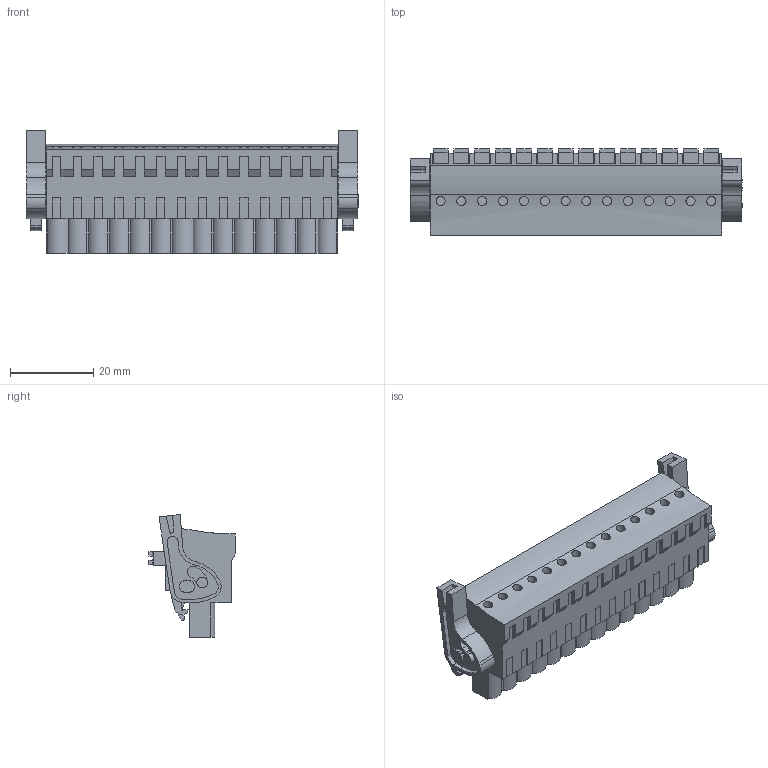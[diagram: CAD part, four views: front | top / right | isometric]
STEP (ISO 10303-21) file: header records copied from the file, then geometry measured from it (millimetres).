
FILE_DESCRIPTION(('CATIA V5 STEP Exchange','CAx-IF Rec.Pracs.--- Model Styling and Organization---1.2---2011-12-15'),'2;1');
FILE_NAME ('D1461131_0_1980990000_1980990000.stp','2017-09-23T15:51:45+00:00',('none'),('Weidmueller'),'CATIA Version 5-6 Release 2014','CATIA V5 STEP AP214','none');
FILE_SCHEMA(('AUTOMOTIVE_DESIGN { 1 0 10303 214 1 1 1 1 }'));
Length unit declared in the file: millimetre
Products named in the file (1): 1980990000
Bounding box: 79.7 x 20.79 x 29.52 mm (x, y, z)
Volume: 22266.9 mm3; surface area: 11202.8 mm2
Topology: 17 solids, 17 shells, 1035 faces, 2934 edges, 1999 vertices
Faces by surface type: plane 779, cylinder 248, extrusion 8
Entity records: 30974 total; most frequent: CARTESIAN_POINT 5993, ORIENTED_EDGE 5868, DIRECTION 3947, EDGE_CURVE 2934, VECTOR 2379, LINE 2371, VERTEX_POINT 1999, EDGE_LOOP 1109
